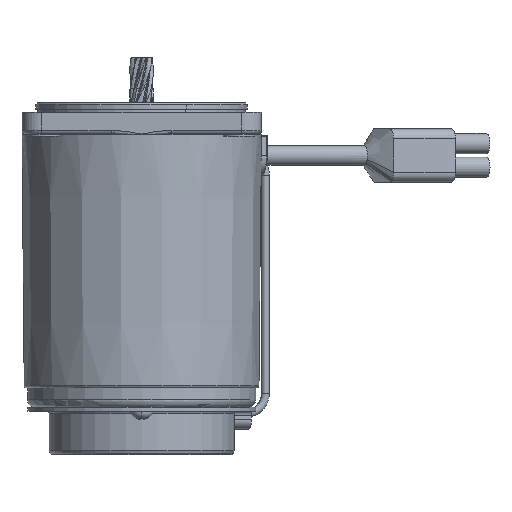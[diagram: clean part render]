
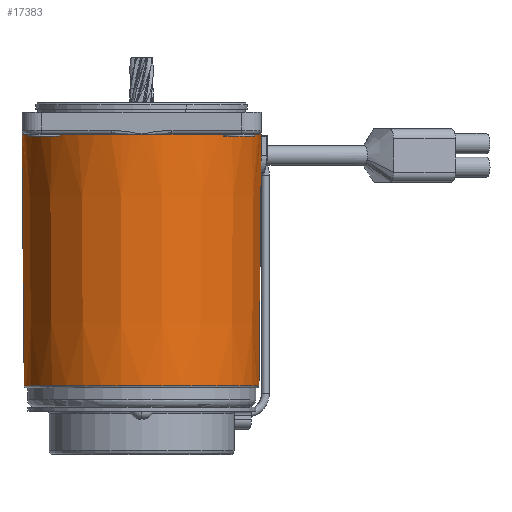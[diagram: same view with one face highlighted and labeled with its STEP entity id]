
A CAD part, left-side view. The second image highlights one B-rep face of the part: STEP entity #17383.
In plain terms, the highlighted conical face has half-angle 0.5 degrees and reference radius 29.841 mm.
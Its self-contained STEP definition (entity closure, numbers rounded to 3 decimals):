
#5260 = CARTESIAN_POINT ( 'NONE',  ( -29.4, 7.733, -5.5 ) ) ;
#5290 = CARTESIAN_POINT ( 'NONE',  ( -30.4, 0., -5.5 ) ) ;
#5326 = DIRECTION ( 'NONE',  ( -0.009, 0., 1. ) ) ;
#5327 = VECTOR ( 'NONE', #5326, 1000. ) ;
#5328 = CARTESIAN_POINT ( 'NONE',  ( -29.841, 0., -69.504 ) ) ;
#5329 = LINE ( 'NONE', #5328, #5327 ) ;
#5353 = CARTESIAN_POINT ( 'NONE',  ( 0., 0., -5.5 ) ) ;
#5355 = DIRECTION ( 'NONE',  ( 0., 0., 1. ) ) ;
#5397 = CARTESIAN_POINT ( 'NONE',  ( 0., 30.4, -5.5 ) ) ;
#5402 = DIRECTION ( 'NONE',  ( 1., 0., 0. ) ) ;
#5406 = CIRCLE ( 'NONE', #5413, 30.4 ) ;
#5413 = AXIS2_PLACEMENT_3D ( 'NONE', #5353, #5355, #5402 ) ;
#5419 = DIRECTION ( 'NONE',  ( 0.009, 0., 1. ) ) ;
#5420 = VECTOR ( 'NONE', #5419, 1000. ) ;
#5422 = DIRECTION ( 'NONE',  ( 1., 0., 0. ) ) ;
#5423 = DIRECTION ( 'NONE',  ( 0., 0., 1. ) ) ;
#5424 = CARTESIAN_POINT ( 'NONE',  ( 0., 0., -5.5 ) ) ;
#5425 = AXIS2_PLACEMENT_3D ( 'NONE', #5424, #5423, #5422 ) ;
#5426 = CIRCLE ( 'NONE', #5425, 30.4 ) ;
#5427 = LINE ( 'NONE', #5435, #5420 ) ;
#5430 = CARTESIAN_POINT ( 'NONE',  ( 30.4, 0., -5.5 ) ) ;
#5433 = CARTESIAN_POINT ( 'NONE',  ( 29.4, 7.733, -5.5 ) ) ;
#5435 = CARTESIAN_POINT ( 'NONE',  ( 29.841, 0., -69.504 ) ) ;
#5436 = DIRECTION ( 'NONE',  ( 1., 0., 0. ) ) ;
#5437 = DIRECTION ( 'NONE',  ( 0., 0., 1. ) ) ;
#5438 = CARTESIAN_POINT ( 'NONE',  ( 0., 0., -5.5 ) ) ;
#5439 = CIRCLE ( 'NONE', #5446, 30.4 ) ;
#5446 = AXIS2_PLACEMENT_3D ( 'NONE', #5438, #5437, #5436 ) ;
#5447 = FACE_OUTER_BOUND ( 'NONE', #17382, .T. ) ;
#5448 = CIRCLE ( 'NONE', #5506, 30.4 ) ;
#5449 = AXIS2_PLACEMENT_3D ( 'NONE', #5497, #5490, #5492 ) ;
#5451 = CARTESIAN_POINT ( 'NONE',  ( 0., 0., -5.5 ) ) ;
#5456 = DIRECTION ( 'NONE',  ( 0., 0., 1. ) ) ;
#5457 = CONICAL_SURFACE ( 'NONE', #5449, 29.841, 0.009 ) ;
#5472 = AXIS2_PLACEMENT_3D ( 'NONE', #5474, #5456, #5507 ) ;
#5474 = CARTESIAN_POINT ( 'NONE',  ( 0., 0., -69.504 ) ) ;
#5476 = CIRCLE ( 'NONE', #5472, 29.841 ) ;
#5478 = CARTESIAN_POINT ( 'NONE',  ( 0., 0., -5.5 ) ) ;
#5483 = CARTESIAN_POINT ( 'NONE',  ( -7.733, 29.4, -5.5 ) ) ;
#5485 = CIRCLE ( 'NONE', #5542, 30.4 ) ;
#5489 = CARTESIAN_POINT ( 'NONE',  ( 29.841, 0., -69.504 ) ) ;
#5490 = DIRECTION ( 'NONE',  ( 0., 0., 1. ) ) ;
#5492 = DIRECTION ( 'NONE',  ( 1., 0., 0. ) ) ;
#5497 = CARTESIAN_POINT ( 'NONE',  ( 0., 0., -69.504 ) ) ;
#5498 = CARTESIAN_POINT ( 'NONE',  ( -29.841, 0., -69.504 ) ) ;
#5499 = DIRECTION ( 'NONE',  ( 1., 0., 0. ) ) ;
#5500 = DIRECTION ( 'NONE',  ( 0., 0., 1. ) ) ;
#5506 = AXIS2_PLACEMENT_3D ( 'NONE', #5451, #5500, #5499 ) ;
#5507 = DIRECTION ( 'NONE',  ( 1., 0., 0. ) ) ;
#5540 = DIRECTION ( 'NONE',  ( 1., 0., 0. ) ) ;
#5541 = DIRECTION ( 'NONE',  ( 0., 0., 1. ) ) ;
#5542 = AXIS2_PLACEMENT_3D ( 'NONE', #5478, #5541, #5540 ) ;
#6110 = CARTESIAN_POINT ( 'NONE',  ( 0., 0., -5.5 ) ) ;
#6130 = DIRECTION ( 'NONE',  ( 1., 0., 0. ) ) ;
#6131 = DIRECTION ( 'NONE',  ( 0., 0., 1. ) ) ;
#6132 = AXIS2_PLACEMENT_3D ( 'NONE', #6110, #6131, #6130 ) ;
#6133 = CIRCLE ( 'NONE', #6132, 30.4 ) ;
#6135 = CARTESIAN_POINT ( 'NONE',  ( 7.733, 29.4, -5.5 ) ) ;
#17279 = VERTEX_POINT ( 'NONE', #5260 ) ;
#17304 = VERTEX_POINT ( 'NONE', #5290 ) ;
#17307 = EDGE_CURVE ( 'NONE', #17384, #17304, #5329, .T. ) ;
#17339 = EDGE_CURVE ( 'NONE', #17355, #17397, #5406, .T. ) ;
#17345 = ORIENTED_EDGE ( 'NONE', *, *, #17396, .F. ) ;
#17355 = VERTEX_POINT ( 'NONE', #5397 ) ;
#17360 = EDGE_CURVE ( 'NONE', #17364, #17676, #5439, .T. ) ;
#17363 = VERTEX_POINT ( 'NONE', #5430 ) ;
#17364 = VERTEX_POINT ( 'NONE', #5433 ) ;
#17365 = ORIENTED_EDGE ( 'NONE', *, *, #17369, .F. ) ;
#17366 = ORIENTED_EDGE ( 'NONE', *, *, #17368, .F. ) ;
#17367 = ORIENTED_EDGE ( 'NONE', *, *, #17360, .F. ) ;
#17368 = EDGE_CURVE ( 'NONE', #17363, #17364, #5426, .T. ) ;
#17369 = EDGE_CURVE ( 'NONE', #17387, #17363, #5427, .T. ) ;
#17375 = EDGE_CURVE ( 'NONE', #17387, #17384, #5476, .T. ) ;
#17377 = ORIENTED_EDGE ( 'NONE', *, *, #17307, .T. ) ;
#17378 = EDGE_CURVE ( 'NONE', #17279, #17304, #5448, .T. ) ;
#17381 = ORIENTED_EDGE ( 'NONE', *, *, #17378, .F. ) ;
#17382 = EDGE_LOOP ( 'NONE', ( #17385, #17377, #17381, #17345, #17395, #17393, #17367, #17366, #17365 ) ) ;
#17383 = ADVANCED_FACE ( 'NONE', ( #5447 ), #5457, .T. ) ;
#17384 = VERTEX_POINT ( 'NONE', #5498 ) ;
#17385 = ORIENTED_EDGE ( 'NONE', *, *, #17375, .T. ) ;
#17387 = VERTEX_POINT ( 'NONE', #5489 ) ;
#17393 = ORIENTED_EDGE ( 'NONE', *, *, #17675, .F. ) ;
#17395 = ORIENTED_EDGE ( 'NONE', *, *, #17339, .F. ) ;
#17396 = EDGE_CURVE ( 'NONE', #17397, #17279, #5485, .T. ) ;
#17397 = VERTEX_POINT ( 'NONE', #5483 ) ;
#17675 = EDGE_CURVE ( 'NONE', #17676, #17355, #6133, .T. ) ;
#17676 = VERTEX_POINT ( 'NONE', #6135 ) ;
